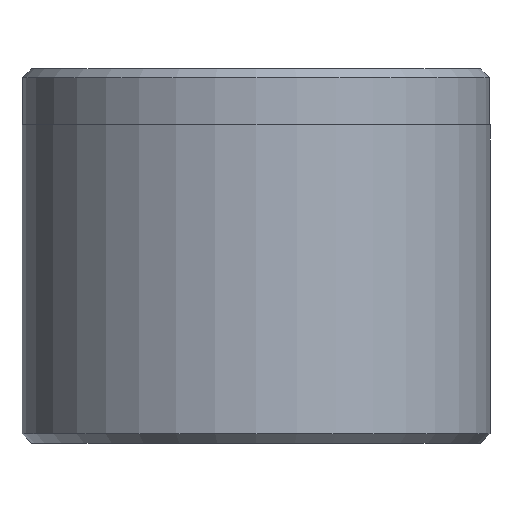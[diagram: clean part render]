
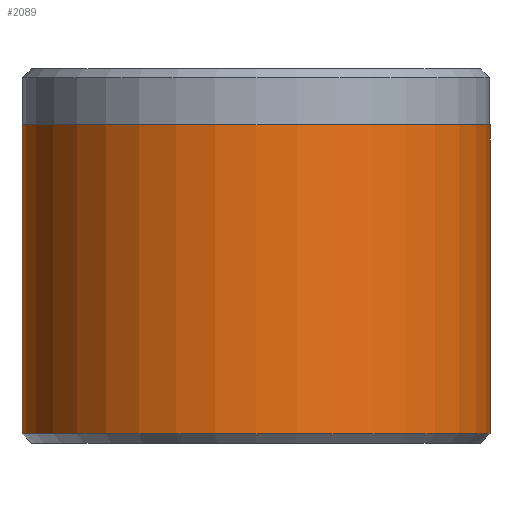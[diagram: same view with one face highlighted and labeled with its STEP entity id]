
A CAD part, front view. The second image highlights one B-rep face of the part: STEP entity #2089.
In plain terms, the highlighted cylindrical face has radius 12.5 mm (diameter 25 mm), a partial arc.
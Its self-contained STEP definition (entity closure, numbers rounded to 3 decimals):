
#64 = EDGE_CURVE ( 'NONE', #775, #486, #696, .T. ) ;
#141 = VECTOR ( 'NONE', #1133, 1000. ) ;
#204 = LINE ( 'NONE', #1713, #141 ) ;
#223 = ORIENTED_EDGE ( 'NONE', *, *, #1972, .F. ) ;
#294 = CARTESIAN_POINT ( 'NONE',  ( 12.5, 0., 0.5 ) ) ;
#343 = EDGE_CURVE ( 'NONE', #1935, #617, #1951, .T. ) ;
#486 = VERTEX_POINT ( 'NONE', #638 ) ;
#557 = AXIS2_PLACEMENT_3D ( 'NONE', #1427, #1415, #1411 ) ;
#617 = VERTEX_POINT ( 'NONE', #294 ) ;
#633 = EDGE_LOOP ( 'NONE', ( #223, #2143, #2313, #737 ) ) ;
#638 = CARTESIAN_POINT ( 'NONE',  ( 12.5, 0., 17. ) ) ;
#696 = CIRCLE ( 'NONE', #1034, 12.5 ) ;
#737 = ORIENTED_EDGE ( 'NONE', *, *, #343, .T. ) ;
#775 = VERTEX_POINT ( 'NONE', #1654 ) ;
#820 = VECTOR ( 'NONE', #1956, 1000. ) ;
#921 = CARTESIAN_POINT ( 'NONE',  ( -12.5, 0., 0.5 ) ) ;
#957 = LINE ( 'NONE', #2261, #820 ) ;
#1021 = DIRECTION ( 'NONE',  ( 0., 0., 1. ) ) ;
#1034 = AXIS2_PLACEMENT_3D ( 'NONE', #1241, #1021, #1072 ) ;
#1072 = DIRECTION ( 'NONE',  ( 1., 0., 0. ) ) ;
#1133 = DIRECTION ( 'NONE',  ( 0., 0., -1. ) ) ;
#1241 = CARTESIAN_POINT ( 'NONE',  ( 0., 0., 17. ) ) ;
#1357 = DIRECTION ( 'NONE',  ( -1., 0., 0. ) ) ;
#1362 = DIRECTION ( 'NONE',  ( 0., 0., -1. ) ) ;
#1411 = DIRECTION ( 'NONE',  ( 1., 0., 0. ) ) ;
#1415 = DIRECTION ( 'NONE',  ( 0., 0., 1. ) ) ;
#1427 = CARTESIAN_POINT ( 'NONE',  ( 0., 0., 0.5 ) ) ;
#1654 = CARTESIAN_POINT ( 'NONE',  ( -12.5, 0., 17. ) ) ;
#1713 = CARTESIAN_POINT ( 'NONE',  ( 12.5, 0., 20. ) ) ;
#1935 = VERTEX_POINT ( 'NONE', #921 ) ;
#1951 = CIRCLE ( 'NONE', #557, 12.5 ) ;
#1956 = DIRECTION ( 'NONE',  ( 0., 0., -1. ) ) ;
#1972 = EDGE_CURVE ( 'NONE', #486, #617, #204, .T. ) ;
#1992 = FACE_OUTER_BOUND ( 'NONE', #633, .T. ) ;
#2065 = CARTESIAN_POINT ( 'NONE',  ( 0., 0., 20. ) ) ;
#2089 = ADVANCED_FACE ( 'NONE', ( #1992 ), #2354, .T. ) ;
#2143 = ORIENTED_EDGE ( 'NONE', *, *, #64, .F. ) ;
#2168 = AXIS2_PLACEMENT_3D ( 'NONE', #2065, #1362, #1357 ) ;
#2261 = CARTESIAN_POINT ( 'NONE',  ( -12.5, 0., 20. ) ) ;
#2280 = EDGE_CURVE ( 'NONE', #775, #1935, #957, .T. ) ;
#2313 = ORIENTED_EDGE ( 'NONE', *, *, #2280, .T. ) ;
#2354 = CYLINDRICAL_SURFACE ( 'NONE', #2168, 12.5 ) ;
